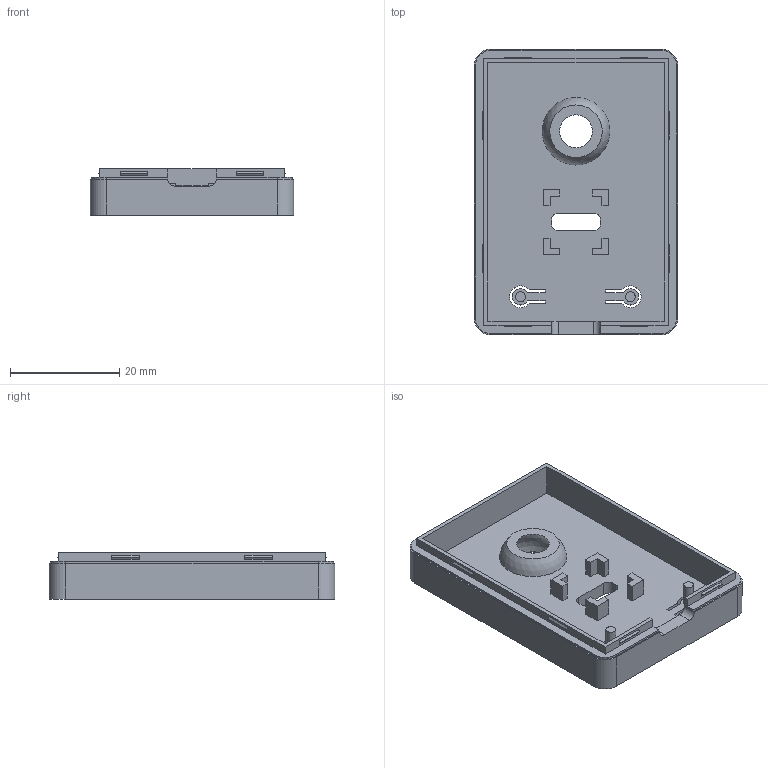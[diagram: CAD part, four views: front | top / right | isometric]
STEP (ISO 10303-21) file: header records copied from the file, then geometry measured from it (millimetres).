
FILE_DESCRIPTION(/* description */ (''),/* implementation_level */ '2;1');
FILE_NAME(/* name */ 'S1_Pro_Bottom.step',/* time_stamp */ '2025-08-05T18:26:01+02:00',/* author */ (''),/* organization */ (''),/* preprocessor_version */ 'ST-DEVELOPER v20.1',/* originating_system */ 'Autodesk Translation Framework v14.10.0.0',/* authorisation */ '');
FILE_SCHEMA (('AUTOMOTIVE_DESIGN { 1 0 10303 214 3 1 1 }'));
Length unit declared in the file: millimetre
Products named in the file (2): Untitled; mount
Assembly tree (1 placements, depth 2):
  Untitled
    mount
Bounding box: 37.17 x 52.17 x 8.5 mm (x, y, z)
Volume: 6730.6 mm3; surface area: 6701.5 mm2
Topology: 1 solids, 1 shells, 128 faces, 333 edges, 222 vertices
Faces by surface type: plane 105, cylinder 20, sphere 2, cone 1
Full cylindrical faces by diameter (mm): 1.8 x2
Entity records: 3952 total; most frequent: CARTESIAN_POINT 686, ORIENTED_EDGE 666, DIRECTION 645, EDGE_CURVE 333, LINE 283, VECTOR 283, VERTEX_POINT 222, AXIS2_PLACEMENT_3D 181
